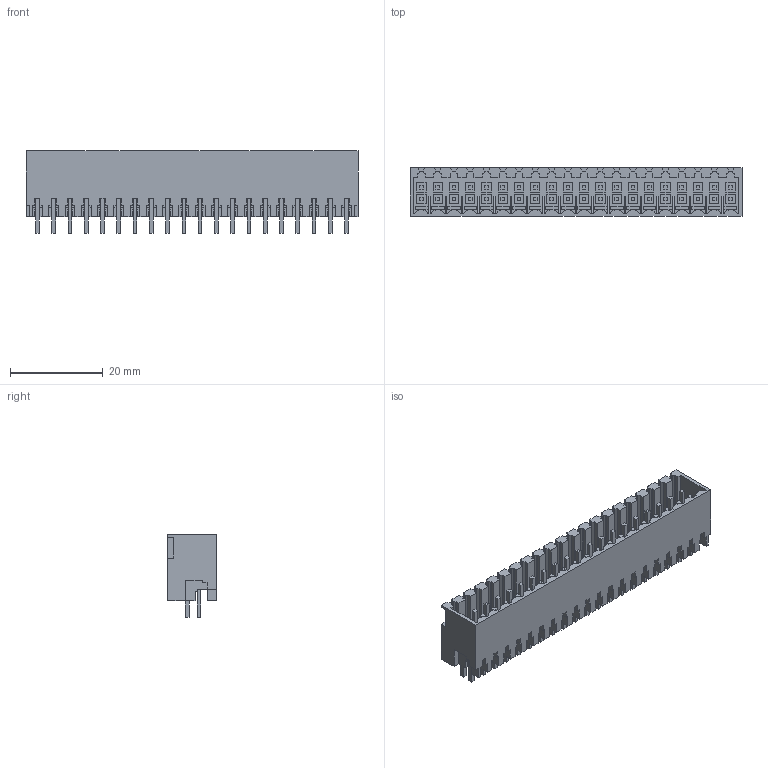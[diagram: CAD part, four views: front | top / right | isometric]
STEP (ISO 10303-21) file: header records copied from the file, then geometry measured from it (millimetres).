
FILE_DESCRIPTION(('CATIA V5 STEP Exchange','CAx-IF Rec.Pracs.--- Model Styling and Organization---1.4--- 2014-01-23'),'2;1');
FILE_NAME ('D1494406_0_2559230000_2559230000.stp','2021-07-23T06:12:36+00:00',('none'),('Weidmueller'),'CATIA Version 5-6 Release 2016 SP3 HF44','CATIA V5 STEP AP214','none');
FILE_SCHEMA(('AUTOMOTIVE_DESIGN { 1 0 10303 214 1 1 1 1 }'));
Length unit declared in the file: millimetre
Products named in the file (1): 2559230000
Bounding box: 71.4 x 10.5 x 17.7 mm (x, y, z)
Volume: 4810.8 mm3; surface area: 10939.2 mm2
Topology: 41 solids, 41 shells, 1660 faces, 4411 edges, 2932 vertices
Faces by surface type: plane 1620, cylinder 40
Entity records: 45350 total; most frequent: ORIENTED_EDGE 8822, CARTESIAN_POINT 7999, DIRECTION 5721, EDGE_CURVE 4411, VECTOR 4331, LINE 4331, VERTEX_POINT 2932, EDGE_LOOP 1759
